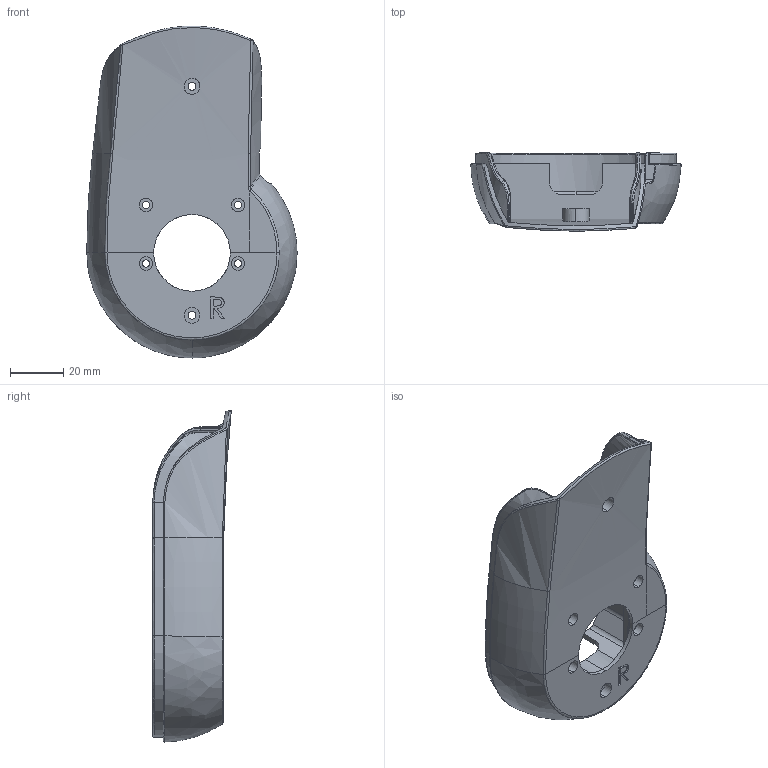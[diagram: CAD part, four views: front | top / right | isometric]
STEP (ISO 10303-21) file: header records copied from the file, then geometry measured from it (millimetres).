
FILE_DESCRIPTION (( 'STEP AP203' ), '1' );
FILE_NAME ('2015-09-22_Oberarm_Deckel_R.STEP', '2015-09-22T17:20:39', ( 'Anwender' ), ( '' ), 'SwSTEP 2.0', 'SolidWorks 2014', '' );
FILE_SCHEMA (( 'CONFIG_CONTROL_DESIGN' ));
Length unit declared in the file: millimetre
Products named in the file (1): 2015-09-22_Oberarm_Deckel_R
Bounding box: 78.99 x 29.47 x 124.74 mm (x, y, z)
Volume: 37065 mm3; surface area: 33489.5 mm2
Topology: 1 solids, 1 shells, 274 faces, 734 edges, 467 vertices
Faces by surface type: bspline 107, plane 86, cylinder 81
Entity records: 16783 total; most frequent: CARTESIAN_POINT 10662, ORIENTED_EDGE 1462, DIRECTION 966, EDGE_CURVE 731, VERTEX_POINT 467, AXIS2_PLACEMENT_3D 335, EDGE_LOOP 296, LINE 296
